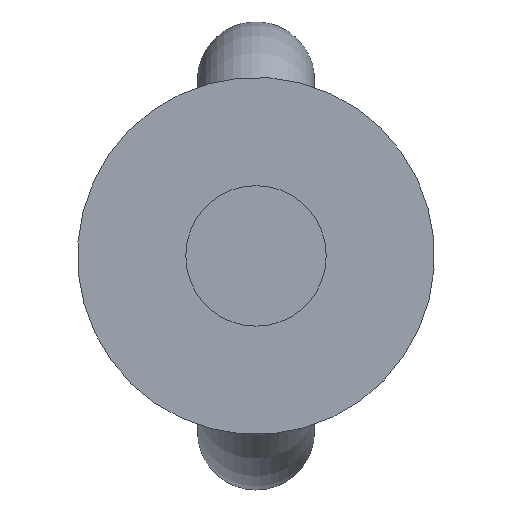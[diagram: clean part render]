
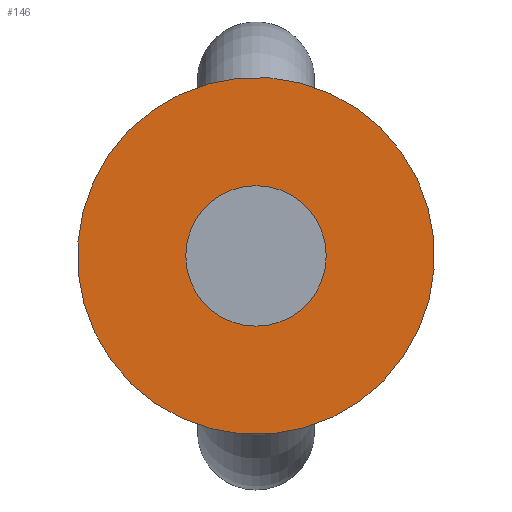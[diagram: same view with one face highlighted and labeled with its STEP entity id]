
A CAD part, front view. The second image highlights one B-rep face of the part: STEP entity #146.
In plain terms, the highlighted planar face has unit normal (0, -1, 0).
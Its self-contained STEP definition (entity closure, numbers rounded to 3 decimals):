
#17=PLANE('',#185);
#26=FACE_BOUND('',#51,.T.);
#40=FACE_OUTER_BOUND('',#50,.T.);
#50=EDGE_LOOP('',(#126));
#51=EDGE_LOOP('',(#127));
#57=CIRCLE('',#174,6.);
#61=CIRCLE('',#179,15.255);
#74=VERTEX_POINT('',#342);
#77=VERTEX_POINT('',#351);
#88=EDGE_CURVE('',#74,#74,#57,.T.);
#94=EDGE_CURVE('',#77,#77,#61,.T.);
#126=ORIENTED_EDGE('',*,*,#94,.F.);
#127=ORIENTED_EDGE('',*,*,#88,.F.);
#146=ADVANCED_FACE('',(#40,#26),#17,.T.);
#174=AXIS2_PLACEMENT_3D('',#343,#199,#200);
#179=AXIS2_PLACEMENT_3D('',#353,#211,#212);
#185=AXIS2_PLACEMENT_3D('',#359,#223,#224);
#199=DIRECTION('center_axis',(0.,-1.,0.));
#200=DIRECTION('ref_axis',(0.,0.,-1.));
#211=DIRECTION('center_axis',(0.,1.,0.));
#212=DIRECTION('ref_axis',(0.,0.,1.));
#223=DIRECTION('center_axis',(0.,-1.,0.));
#224=DIRECTION('ref_axis',(0.,0.,-1.));
#342=CARTESIAN_POINT('',(0.,-25.,6.));
#343=CARTESIAN_POINT('Origin',(0.,-25.,0.));
#351=CARTESIAN_POINT('',(8.865,-25.,-12.415));
#353=CARTESIAN_POINT('Origin',(0.,-25.,0.));
#359=CARTESIAN_POINT('Origin',(-15.256,-25.,0.));
